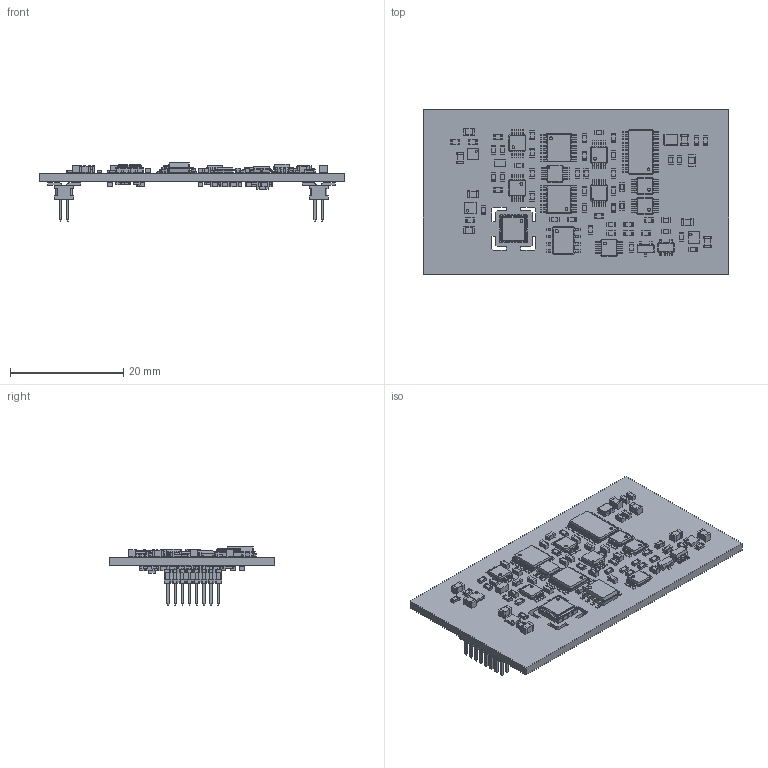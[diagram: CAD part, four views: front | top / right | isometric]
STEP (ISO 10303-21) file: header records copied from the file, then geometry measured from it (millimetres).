
FILE_DESCRIPTION(('KiCad electronic assembly'),'2;1');
FILE_NAME('ADC7177M1.step','2025-05-29T09:35:35',('Pcbnew'),('Kicad'), 'Open CASCADE STEP processor 7.8','KiCad to STEP converter','Unknown' );
FILE_SCHEMA(('AUTOMOTIVE_DESIGN { 1 0 10303 214 1 1 1 1 }'));
Length unit declared in the file: millimetre
Products named in the file (22): ADC7177M1 1; R_0603_1608Metric; MSOP-8_3x3mm_P0.65mm; C_0603_1608Metric; C_0805_2012Metric; ECS-2520MV-160-BL-TR; LFCSP-6-1EP_2x2mm_P0.65mm_EP1x1.6mm; ADC7177M1 1.14.1; VSSOP-8_3x3mm_P0.65mm; acm2012-t001; ACM2012-T001 DRRAubN(typ size); ACM2012-T001 dɃubN(typ size); SOT-23-5; TSSOP-16_4.4x5mm_P0.65mm; L_0603_1608Metric; SOIC-8_3.9x4.9mm_P1.27mm; SOT-23; Analog_LCC-8_5x5mm_P1.27mm; TSSOP-24_4.4x7.8mm_P0.65mm; R_0805_2012Metric; FTSH-108-04-L-DV; ADC7177M1_PCB
Assembly tree (130 placements, depth 3):
  ADC7177M1 1
    R_0603_1608Metric  x47
    MSOP-8_3x3mm_P0.65mm  x6
    C_0603_1608Metric  x45
    C_0805_2012Metric  x9
    ECS-2520MV-160-BL-TR
    LFCSP-6-1EP_2x2mm_P0.65mm_EP1x1.6mm  x3
      ADC7177M1 1.14.1
    VSSOP-8_3x3mm_P0.65mm  x2
    acm2012-t001
      ACM2012-T001 DRRAubN(typ size)
      ACM2012-T001 dɃubN(typ size)  x2
    SOT-23-5
    TSSOP-16_4.4x5mm_P0.65mm  x2
    L_0603_1608Metric
    SOIC-8_3.9x4.9mm_P1.27mm
    SOT-23
    Analog_LCC-8_5x5mm_P1.27mm
    TSSOP-24_4.4x7.8mm_P0.65mm
    R_0805_2012Metric
    FTSH-108-04-L-DV  x2
    ADC7177M1_PCB
Bounding box: 54 x 29 x 10.25 mm (x, y, z)
Volume: 2840.4 mm3; surface area: 5860.6 mm2
Topology: 226 solids, 226 shells, 7000 faces, 18053 edges, 11624 vertices
Faces by surface type: plane 4808, cylinder 1760, bspline 416, torus 8, revolution 4, cone 4
Full cylindrical faces by diameter (mm): 0.4 x3, 0.5 x10, 0.6 x1
Entity records: 86113 total; most frequent: CARTESIAN_POINT 13673, ORIENTED_EDGE 12527, DIRECTION 11703, EDGE_CURVE 6264, LINE 5113, VECTOR 5113, VERTEX_POINT 3987, AXIS2_PLACEMENT_3D 3293
